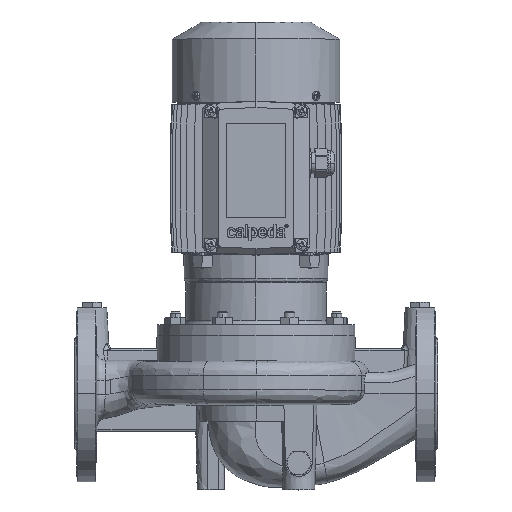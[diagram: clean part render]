
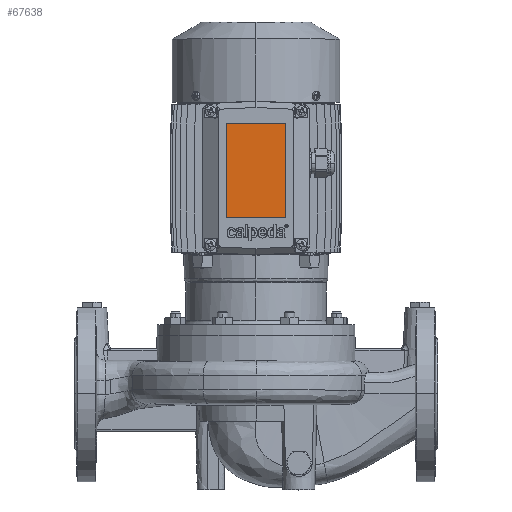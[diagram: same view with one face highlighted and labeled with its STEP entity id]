
A CAD part, top view. The second image highlights one B-rep face of the part: STEP entity #67638.
In plain terms, the highlighted planar face has unit normal (0, 0, 1).
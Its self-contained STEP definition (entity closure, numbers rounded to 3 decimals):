
#1335 = DIRECTION ( 'NONE',  ( 0., 0., 1. ) ) ;
#1608 = FACE_OUTER_BOUND ( 'NONE', #98360, .T. ) ;
#3041 = VERTEX_POINT ( 'NONE', #42561 ) ;
#3644 = EDGE_CURVE ( 'NONE', #25256, #94506, #19049, .T. ) ;
#4461 = EDGE_CURVE ( 'NONE', #73124, #68027, #5442, .T. ) ;
#5442 = LINE ( 'NONE', #33904, #124235 ) ;
#8332 = CARTESIAN_POINT ( 'NONE',  ( -27., 197.862, 127. ) ) ;
#8919 = DIRECTION ( 'NONE',  ( 0., 1., 0. ) ) ;
#10617 = ORIENTED_EDGE ( 'NONE', *, *, #3644, .T. ) ;
#11283 = CARTESIAN_POINT ( 'NONE',  ( -28.011, 197.873, 127. ) ) ;
#11986 = LINE ( 'NONE', #28828, #89346 ) ;
#19049 = CIRCLE ( 'NONE', #52076, 1. ) ;
#19684 = PLANE ( 'NONE',  #37701 ) ;
#20716 = DIRECTION ( 'NONE',  ( 0., 1., 0. ) ) ;
#22378 = LINE ( 'NONE', #114091, #63173 ) ;
#24012 = CIRCLE ( 'NONE', #77700, 1. ) ;
#24054 = CARTESIAN_POINT ( 'NONE',  ( 27., 197.862, 127. ) ) ;
#25256 = VERTEX_POINT ( 'NONE', #63983 ) ;
#25620 = EDGE_CURVE ( 'NONE', #25256, #3041, #22378, .T. ) ;
#28828 = CARTESIAN_POINT ( 'NONE',  ( 27., 197.862, 127. ) ) ;
#31108 = ORIENTED_EDGE ( 'NONE', *, *, #44891, .T. ) ;
#33904 = CARTESIAN_POINT ( 'NONE',  ( -28., 110.862, 127. ) ) ;
#37701 = AXIS2_PLACEMENT_3D ( 'NONE', #11283, #39090, #118568 ) ;
#39090 = DIRECTION ( 'NONE',  ( 0., 0., 1. ) ) ;
#39146 = DIRECTION ( 'NONE',  ( 1., 0., 0. ) ) ;
#40869 = DIRECTION ( 'NONE',  ( 0., 0., 1. ) ) ;
#42561 = CARTESIAN_POINT ( 'NONE',  ( 28., 110.862, 127. ) ) ;
#43755 = ORIENTED_EDGE ( 'NONE', *, *, #25620, .F. ) ;
#44680 = CIRCLE ( 'NONE', #123083, 1. ) ;
#44891 = EDGE_CURVE ( 'NONE', #63311, #3041, #24012, .T. ) ;
#45194 = EDGE_CURVE ( 'NONE', #48698, #68027, #44680, .T. ) ;
#48698 = VERTEX_POINT ( 'NONE', #8332 ) ;
#50664 = CIRCLE ( 'NONE', #58847, 1. ) ;
#50895 = EDGE_CURVE ( 'NONE', #73124, #96771, #50664, .T. ) ;
#52076 = AXIS2_PLACEMENT_3D ( 'NONE', #100959, #40869, #82176 ) ;
#54540 = DIRECTION ( 'NONE',  ( 0., 1., 0. ) ) ;
#58847 = AXIS2_PLACEMENT_3D ( 'NONE', #78237, #1335, #20716 ) ;
#62239 = CARTESIAN_POINT ( 'NONE',  ( 27., 109.862, 127. ) ) ;
#63173 = VECTOR ( 'NONE', #64932, 1000. ) ;
#63311 = VERTEX_POINT ( 'NONE', #62239 ) ;
#63983 = CARTESIAN_POINT ( 'NONE',  ( 28., 196.862, 127. ) ) ;
#64373 = CARTESIAN_POINT ( 'NONE',  ( -27., 196.862, 127. ) ) ;
#64932 = DIRECTION ( 'NONE',  ( 0., -1., 0. ) ) ;
#65386 = CARTESIAN_POINT ( 'NONE',  ( -28., 110.862, 127. ) ) ;
#66599 = LINE ( 'NONE', #127356, #124877 ) ;
#67638 = ADVANCED_FACE ( 'NONE', ( #1608 ), #19684, .T. ) ;
#68027 = VERTEX_POINT ( 'NONE', #84243 ) ;
#70451 = ORIENTED_EDGE ( 'NONE', *, *, #4461, .F. ) ;
#73124 = VERTEX_POINT ( 'NONE', #65386 ) ;
#74875 = ORIENTED_EDGE ( 'NONE', *, *, #127528, .F. ) ;
#77700 = AXIS2_PLACEMENT_3D ( 'NONE', #116214, #87147, #8919 ) ;
#78237 = CARTESIAN_POINT ( 'NONE',  ( -27., 110.862, 127. ) ) ;
#78734 = EDGE_CURVE ( 'NONE', #48698, #94506, #11986, .T. ) ;
#82176 = DIRECTION ( 'NONE',  ( 0., 1., 0. ) ) ;
#84243 = CARTESIAN_POINT ( 'NONE',  ( -28., 196.862, 127. ) ) ;
#86664 = DIRECTION ( 'NONE',  ( -1., 0., 0. ) ) ;
#87147 = DIRECTION ( 'NONE',  ( 0., 0., 1. ) ) ;
#89041 = ORIENTED_EDGE ( 'NONE', *, *, #50895, .T. ) ;
#89346 = VECTOR ( 'NONE', #39146, 1000. ) ;
#94506 = VERTEX_POINT ( 'NONE', #24054 ) ;
#96771 = VERTEX_POINT ( 'NONE', #122784 ) ;
#98240 = ORIENTED_EDGE ( 'NONE', *, *, #45194, .T. ) ;
#98360 = EDGE_LOOP ( 'NONE', ( #98240, #70451, #89041, #74875, #31108, #43755, #10617, #107481 ) ) ;
#100959 = CARTESIAN_POINT ( 'NONE',  ( 27., 196.862, 127. ) ) ;
#102565 = DIRECTION ( 'NONE',  ( 0., 1., 0. ) ) ;
#107481 = ORIENTED_EDGE ( 'NONE', *, *, #78734, .F. ) ;
#114091 = CARTESIAN_POINT ( 'NONE',  ( 28., 196.862, 127. ) ) ;
#116214 = CARTESIAN_POINT ( 'NONE',  ( 27., 110.862, 127. ) ) ;
#118568 = DIRECTION ( 'NONE',  ( 0., 1., 0. ) ) ;
#122784 = CARTESIAN_POINT ( 'NONE',  ( -27., 109.862, 127. ) ) ;
#123083 = AXIS2_PLACEMENT_3D ( 'NONE', #64373, #123220, #102565 ) ;
#123220 = DIRECTION ( 'NONE',  ( 0., 0., 1. ) ) ;
#124235 = VECTOR ( 'NONE', #54540, 1000. ) ;
#124877 = VECTOR ( 'NONE', #86664, 1000. ) ;
#127356 = CARTESIAN_POINT ( 'NONE',  ( -27., 109.862, 127. ) ) ;
#127528 = EDGE_CURVE ( 'NONE', #63311, #96771, #66599, .T. ) ;
